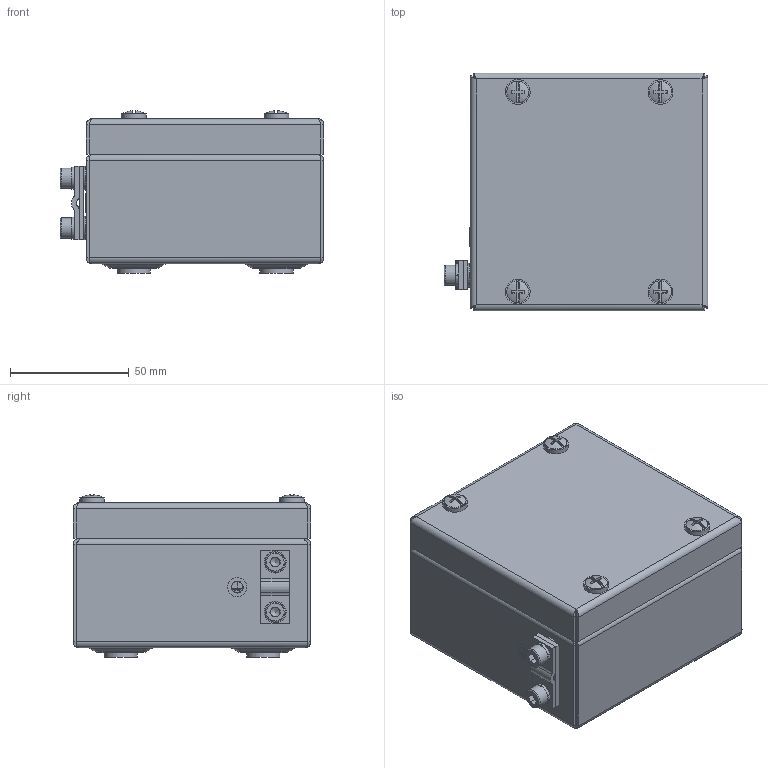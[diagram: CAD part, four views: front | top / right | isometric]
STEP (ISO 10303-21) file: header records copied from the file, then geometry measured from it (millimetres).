
FILE_DESCRIPTION(/* description */ (''),/* implementation_level */ '2;1');
FILE_NAME(/* name */ '21101006000-RST.stp',/* time_stamp */ '2021-09-08T13:26:01+02:00',/* author */ ('sl'),/* organization */ (''),/* preprocessor_version */ 'ST-DEVELOPER v16.5',/* originating_system */ 'Autodesk Inventor 2017',/* authorisation */ '');
FILE_SCHEMA (('AUTOMOTIVE_DESIGN { 1 0 10303 214 3 1 1 }'));
Length unit declared in the file: millimetre
Products named in the file (18): Ex-Edelstahl-Gehäuse-01-BG-0001-21101006000; Deckel-Ex-Edelstahl-Gehäuse-01-BG-0003-21101006000; 42024_Ex; 93379; 41070; 93216; 82198_37.101006; UT-Ex-Edelstahl-Gehäuse-01-BG-0002-21101006000; 95498; 95947; 93238; 92081; 56069_Ex; 42107; 42016_Ex-Unterteil; 86003_Bl.1,25; 83015; 94753
Assembly tree (38 placements, depth 4):
  Ex-Edelstahl-Gehäuse-01-BG-0001-21101006000
    Deckel-Ex-Edelstahl-Gehäuse-01-BG-0003-21101006000
      41070  x4
      42024_Ex
      82198_37.101006  x4
      93216  x4
      93379
    UT-Ex-Edelstahl-Gehäuse-01-BG-0002-21101006000
      92081  x2
      94753  x4
      95498
      93238  x2
      95947
      83015  x2
      56069_Ex
        86003_Bl.1,25  x6
        42107  x2
        42016_Ex-Unterteil
Bounding box: 111 x 100 x 68.36 mm (x, y, z)
Volume: 91494.9 mm3; surface area: 128820.4 mm2
Topology: 35 solids, 35 shells, 925 faces, 1989 edges, 1187 vertices
Faces by surface type: plane 461, cylinder 251, bspline 100, cone 57, torus 32, sphere 24
Full cylindrical faces by diameter (mm): 1.9 x1, 4.2 x6, 4.7 x2, 5 x10, 5.9 x6, 6 x1, 6.5 x4, 7 x13, 7.1 x6, 8 x10, 8.5 x6, 9 x6, 10 x10, 10.4 x4, 14 x4
Entity records: 20832 total; most frequent: CARTESIAN_POINT 8521, DIRECTION 2420, ORIENTED_EDGE 2322, EDGE_CURVE 1161, AXIS2_PLACEMENT_3D 893, VERTEX_POINT 708, EDGE_LOOP 681, LINE 634
